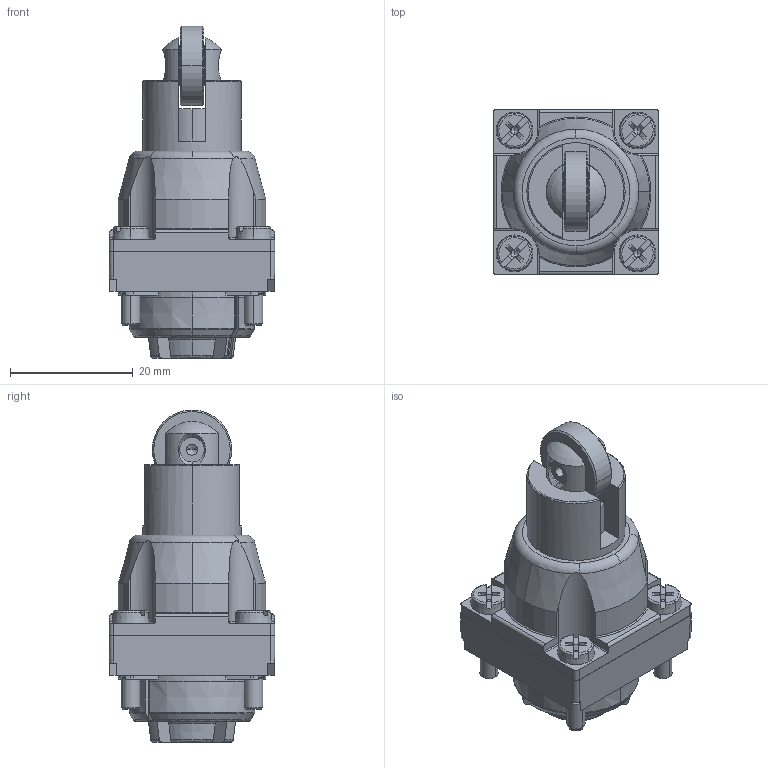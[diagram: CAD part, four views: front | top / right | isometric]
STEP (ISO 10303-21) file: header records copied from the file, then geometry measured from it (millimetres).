
FILE_DESCRIPTION(('STEP AP242'),'1');
FILE_NAME('switch_zckd02.stp','2020-10-09T09:30:25',('TraceParts'),('TraceParts S.A.'),'Spatial InterOp 3D',' ',' ');
FILE_SCHEMA(('AP242_MANAGED_MODEL_BASED_3D_ENGINEERING_MIM_LF {1 0 10303 442 1 1 4}'));
Length unit declared in the file: millimetre
Products named in the file (1): switch_zckd02_1
Bounding box: 27 x 27 x 54.02 mm (x, y, z)
Volume: 15977.1 mm3; surface area: 12235.2 mm2
Topology: 11 solids, 11 shells, 715 faces, 1896 edges, 1203 vertices
Faces by surface type: plane 278, cylinder 200, cone 155, torus 76, sphere 6
Entity records: 23419 total; most frequent: CARTESIAN_POINT 5562, DIRECTION 3789, ORIENTED_EDGE 3764, EDGE_CURVE 1882, AXIS2_PLACEMENT_3D 1455, VERTEX_POINT 1203, LINE 879, VECTOR 879
